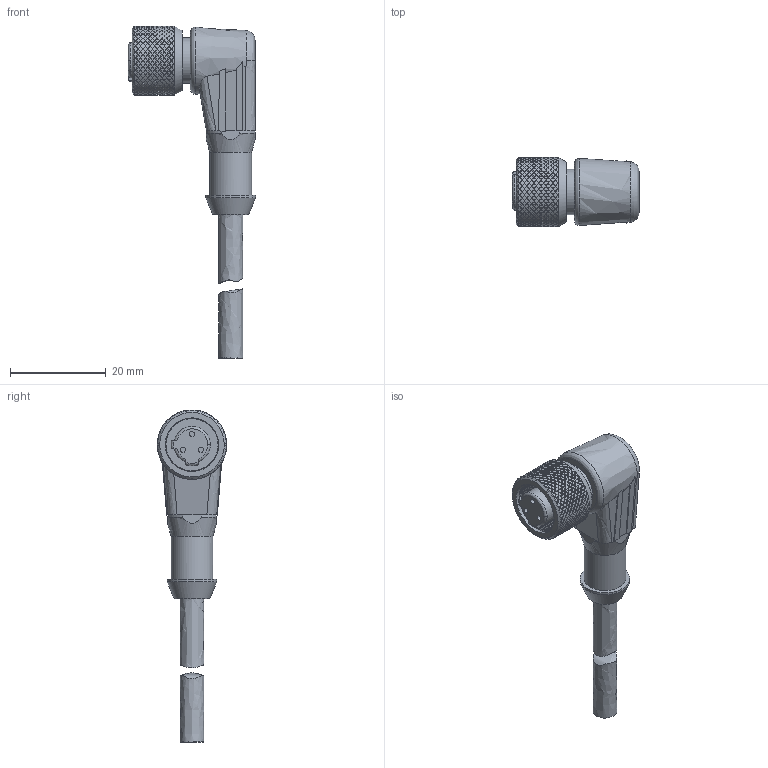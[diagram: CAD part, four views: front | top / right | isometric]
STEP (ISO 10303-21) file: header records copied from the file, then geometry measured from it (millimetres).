
FILE_DESCRIPTION( ('This file contains a STEP AP42 implementation' ,'as created by ZW3D STEP Interface translator.') ,'2;1' );
FILE_NAME( 'U-FA3TAX31X .stp' ,'201126.16 944', (''), ('ZWCAD Software Co.'), 'Version 1.0', 'ZW3D to STEP translator', '' );
FILE_SCHEMA(('AUTOMOTIVE_DESIGN'));
Length unit declared in the file: millimetre
Products named in the file (2): 0; U-FA3TAX31X
Bounding box: 26.6 x 14.5 x 69.44 mm (x, y, z)
Volume: 5266.3 mm3; surface area: 4394.8 mm2
Topology: 3 solids, 5 shells, 3353 faces, 6946 edges, 3607 vertices
Faces by surface type: bspline 3353
Entity records: 170471 total; most frequent: CARTESIAN_POINT 123183, ORIENTED_EDGE 13884, EDGE_CURVE 6946, B_SPLINE_CURVE_WITH_KNOTS 6717, VERTEX_POINT 3607, EDGE_LOOP 3367, FACE_OUTER_BOUND 3353, ADVANCED_FACE 3353
